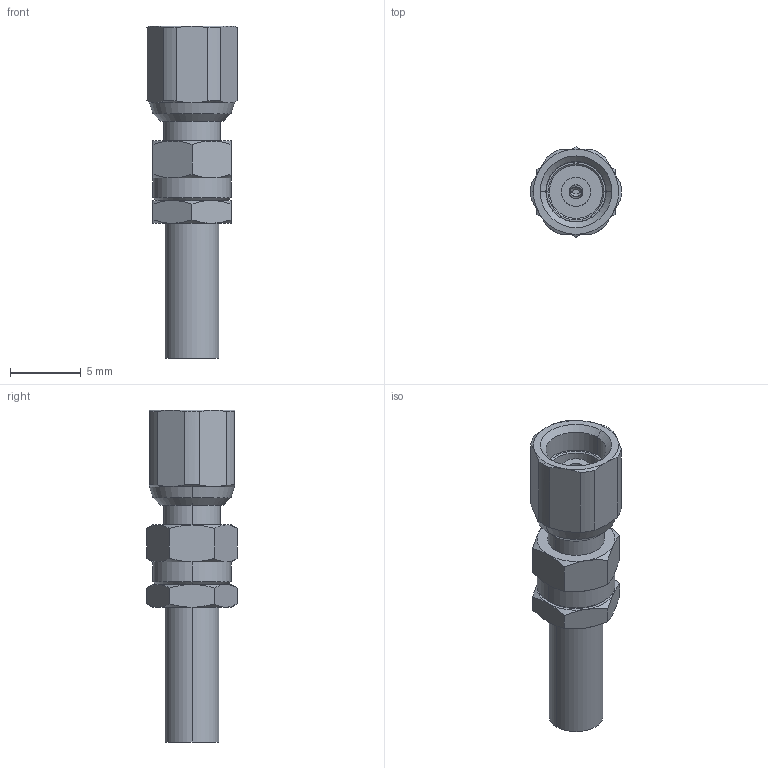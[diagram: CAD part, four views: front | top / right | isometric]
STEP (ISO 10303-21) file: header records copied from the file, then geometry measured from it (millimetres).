
FILE_DESCRIPTION (( 'STEP AP214' ), '1' );
FILE_NAME ('J01171A0011.STEP', '2013-12-03T15:16:15', ( 'Wartung1' ), ( '' ), 'SwSTEP 2.0', 'SolidWorks 2013', '' );
FILE_SCHEMA (( 'AUTOMOTIVE_DESIGN' ));
Length unit declared in the file: millimetre
Products named in the file (1): J01171A0011
Bounding box: 6.4 x 6.35 x 23.41 mm (x, y, z)
Volume: 373.4 mm3; surface area: 698.3 mm2
Topology: 1 solids, 1 shells, 129 faces, 285 edges, 172 vertices
Faces by surface type: cone 54, plane 38, cylinder 35, torus 2
Entity records: 5054 total; most frequent: CARTESIAN_POINT 897, DIRECTION 583, ORIENTED_EDGE 570, EDGE_CURVE 285, AXIS2_PLACEMENT_3D 250, VERTEX_POINT 172, EDGE_LOOP 143, FACE_OUTER_BOUND 129
